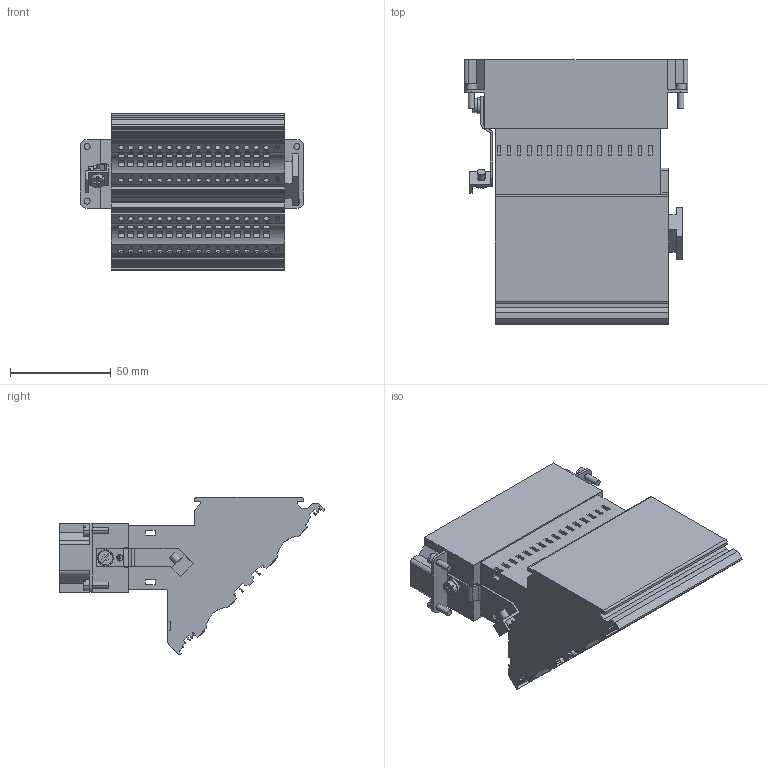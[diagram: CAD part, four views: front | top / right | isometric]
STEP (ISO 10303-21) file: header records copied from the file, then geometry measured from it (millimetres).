
FILE_DESCRIPTION(/* description */ (''),/* implementation_level */ '2;1');
FILE_NAME(/* name */ '3D_1250640110101_HD-064-M.AV.L_V1.1.stp',/* time_stamp */ '2024-03-01T10:32:22+08:00',/* author */ (''),/* organization */ (''),/* preprocessor_version */ 'ST-DEVELOPER v18.1',/* originating_system */ 'SIEMENS PLM Software NX 1980',/* authorisation */ '');
FILE_SCHEMA (('AUTOMOTIVE_DESIGN { 1 0 10303 214 3 1 1 1 }'));
Products named in the file (1): 3D_1250640110101_HD-064-M.AV.L_V1.1
Bounding box: 111 x 131.2 x 78 mm (x, y, z)
Volume: 389177.7 mm3; surface area: 71284.9 mm2
Topology: 1 solids, 1 shells, 3183 faces, 8457 edges, 5515 vertices
Faces by surface type: plane 2312, cylinder 474, extrusion 141, cone 128, sphere 128
Entity records: 103314 total; most frequent: CARTESIAN_POINT 26574, ORIENTED_EDGE 16650, DIRECTION 14109, EDGE_CURVE 8325, VECTOR 5837, LINE 5696, VERTEX_POINT 5515, AXIS2_PLACEMENT_3D 4136
